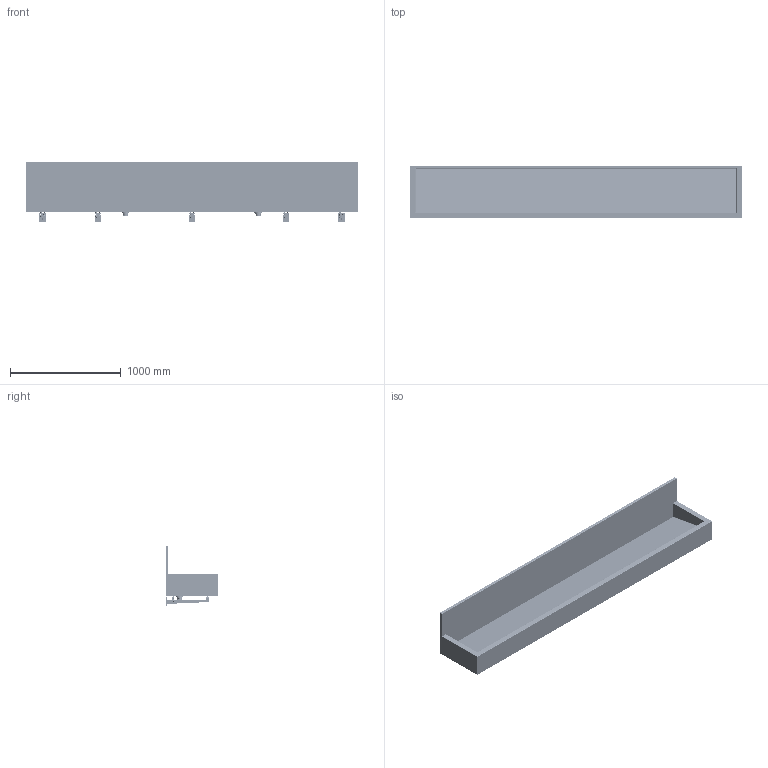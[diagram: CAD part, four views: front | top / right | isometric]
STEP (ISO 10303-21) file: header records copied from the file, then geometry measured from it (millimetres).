
FILE_DESCRIPTION(/* description */ (''),/* implementation_level */ '2;1');
FILE_NAME(/* name */ '3225',/* time_stamp */ '2023-12-19T09:06:57+08:00',/* author */ (''),/* organization */ (''),/* preprocessor_version */ 'ST-DEVELOPER v9',/* originating_system */ 'UGS - NX 4.0',/* authorisation */ '');
FILE_SCHEMA (('CONFIG_CONTROL_DESIGN'));
Products named in the file (1): Admi2A04w2c6
Bounding box: 3000 x 475 x 545 mm (x, y, z)
Volume: 65559797.2 mm3; surface area: 9533975.1 mm2
Topology: 66 solids, 66 shells, 1688 faces, 4378 edges, 2881 vertices
Faces by surface type: plane 1091, cylinder 397, bspline 128, torus 46, cone 22, sphere 4
Full cylindrical faces by diameter (mm): 6 x40, 7 x7, 8 x22, 9.5 x20, 38 x10, 38.485 x2, 39.485 x2, 40.485 x2, 41.485 x2, 44.485 x2, 46 x2, 46.986 x2, 47.215 x38, 51.278 x2, 65 x2, 67.636 x2, 69.636 x2, 77 x2
Entity records: 304546 total; most frequent: CARTESIAN_POINT 265333, ORIENTED_EDGE 8080, DIRECTION 7312, EDGE_CURVE 4040, VERTEX_POINT 2780, LINE 2774, VECTOR 2774, AXIS2_PLACEMENT_3D 2269
